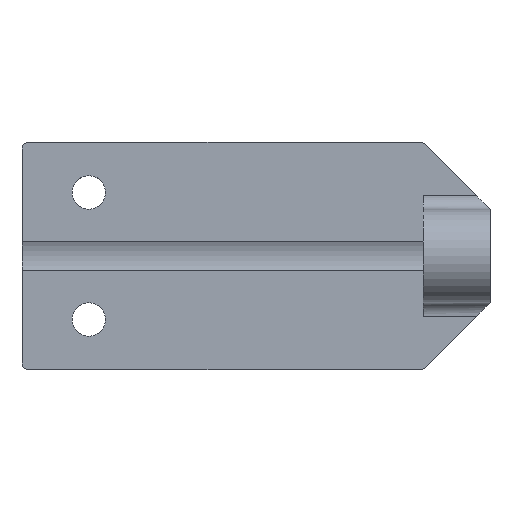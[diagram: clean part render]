
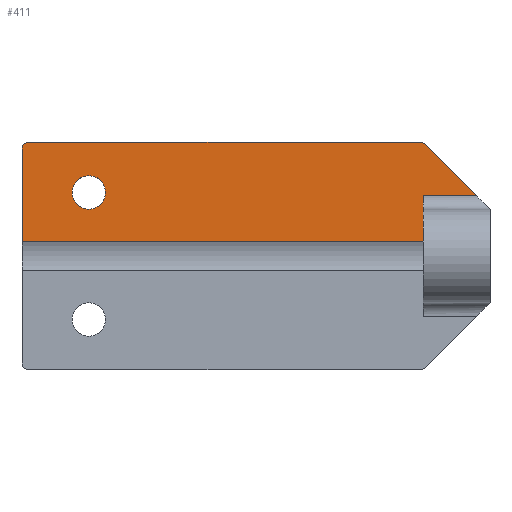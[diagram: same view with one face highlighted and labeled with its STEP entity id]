
A CAD part, top view. The second image highlights one B-rep face of the part: STEP entity #411.
In plain terms, the highlighted planar face has unit normal (0, 0, 1).
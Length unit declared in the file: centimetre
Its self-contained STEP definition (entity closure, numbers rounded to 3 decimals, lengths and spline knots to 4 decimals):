
#16=FACE_BOUND($,#63,.T.);
#17=FACE_BOUND($,#64,.T.);
#29=PLANE($,#443);
#63=EDGE_LOOP($,(#301));
#64=EDGE_LOOP($,(#302,#303,#304,#305,#306,#307,#308,#309));
#102=LINE($,#649,#138);
#103=LINE($,#651,#139);
#104=LINE($,#653,#140);
#105=LINE($,#655,#141);
#106=LINE($,#657,#142);
#107=LINE($,#660,#143);
#138=VECTOR($,#516,1.3821);
#139=VECTOR($,#517,6.);
#140=VECTOR($,#518,0.6821);
#141=VECTOR($,#519,0.8);
#142=VECTOR($,#520,1.0899);
#143=VECTOR($,#523,5.8586);
#167=CIRCLE($,#442,0.1);
#168=CIRCLE($,#444,0.25);
#169=CIRCLE($,#445,0.1);
#196=VERTEX_POINT($,#640);
#197=VERTEX_POINT($,#642);
#198=VERTEX_POINT($,#646);
#199=VERTEX_POINT($,#648);
#200=VERTEX_POINT($,#650);
#201=VERTEX_POINT($,#652);
#202=VERTEX_POINT($,#654);
#203=VERTEX_POINT($,#656);
#204=VERTEX_POINT($,#658);
#238=EDGE_CURVE($,#196,#197,#167,.T.);
#240=EDGE_CURVE($,#198,#198,#168,.T.);
#241=EDGE_CURVE($,#199,#196,#102,.T.);
#242=EDGE_CURVE($,#199,#200,#103,.T.);
#243=EDGE_CURVE($,#200,#201,#104,.T.);
#244=EDGE_CURVE($,#202,#201,#105,.T.);
#245=EDGE_CURVE($,#203,#202,#106,.T.);
#246=EDGE_CURVE($,#204,#203,#169,.T.);
#247=EDGE_CURVE($,#204,#197,#107,.T.);
#301=ORIENTED_EDGE($,*,*,#240,.F.);
#302=ORIENTED_EDGE($,*,*,#238,.F.);
#303=ORIENTED_EDGE($,*,*,#241,.F.);
#304=ORIENTED_EDGE($,*,*,#242,.T.);
#305=ORIENTED_EDGE($,*,*,#243,.T.);
#306=ORIENTED_EDGE($,*,*,#244,.F.);
#307=ORIENTED_EDGE($,*,*,#245,.F.);
#308=ORIENTED_EDGE($,*,*,#246,.F.);
#309=ORIENTED_EDGE($,*,*,#247,.T.);
#411=ADVANCED_FACE($,(#16,#17),#29,.T.);
#442=AXIS2_PLACEMENT_3D($,#643,#509,#510);
#443=AXIS2_PLACEMENT_3D($,#645,#512,#513);
#444=AXIS2_PLACEMENT_3D($,#647,#514,#515);
#445=AXIS2_PLACEMENT_3D($,#659,#521,#522);
#509=DIRECTION('center_axis',(0.,0.,-1.));
#510=DIRECTION('ref_axis',(-0.707,0.707,0.));
#512=DIRECTION('center_axis',(0.,0.,1.));
#513=DIRECTION('ref_axis',(1.,0.,0.));
#514=DIRECTION('center_axis',(0.,0.,1.));
#515=DIRECTION('ref_axis',(1.,0.,0.));
#516=DIRECTION($,(0.,1.,0.));
#517=DIRECTION($,(1.,0.,0.));
#518=DIRECTION($,(0.,1.,0.));
#519=DIRECTION($,(-1.,0.,0.));
#520=DIRECTION($,(0.707,-0.707,0.));
#521=DIRECTION('center_axis',(0.,0.,-1.));
#522=DIRECTION('ref_axis',(0.383,0.924,0.));
#523=DIRECTION($,(-1.,0.,0.));
#640=CARTESIAN_POINT('',(-6.,3.1,0.));
#642=CARTESIAN_POINT('',(-5.9,3.2,0.));
#643=CARTESIAN_POINT('Origin',(-5.9,3.1,0.));
#645=CARTESIAN_POINT('Origin',(-1.,1.5,0.));
#646=CARTESIAN_POINT('',(-5.25,2.45,0.));
#647=CARTESIAN_POINT('Origin',(-5.,2.45,0.));
#648=CARTESIAN_POINT('',(-6.,1.7179,0.));
#649=CARTESIAN_POINT($,(-6.,0.75,0.));
#650=CARTESIAN_POINT('',(0.,1.7179,0.));
#651=CARTESIAN_POINT($,(-1.5,1.7179,0.));
#652=CARTESIAN_POINT('',(0.,2.4,0.));
#653=CARTESIAN_POINT($,(0.,1.75,0.));
#654=CARTESIAN_POINT('',(0.8,2.4,0.));
#655=CARTESIAN_POINT($,(-0.5,2.4,0.));
#656=CARTESIAN_POINT('',(0.0293,3.1707,0.));
#657=CARTESIAN_POINT($,(0.4625,2.7375,0.));
#658=CARTESIAN_POINT('',(-0.0414,3.2,0.));
#659=CARTESIAN_POINT('Origin',(-0.0414,3.1,0.));
#660=CARTESIAN_POINT($,(-1.5,3.2,0.));
